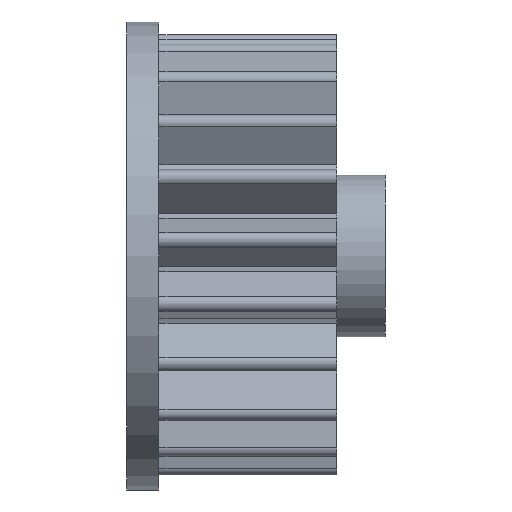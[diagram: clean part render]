
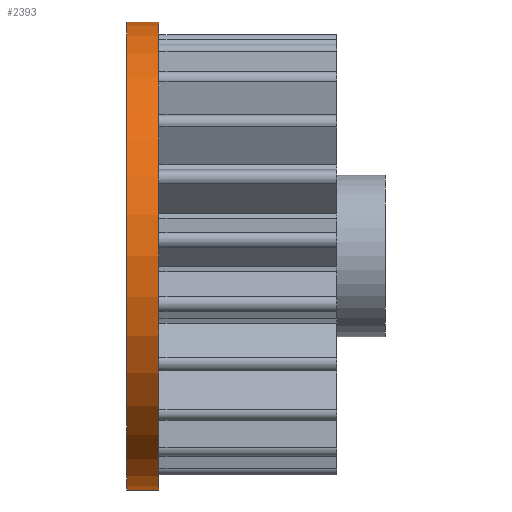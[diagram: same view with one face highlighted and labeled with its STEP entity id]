
A CAD part, front view. The second image highlights one B-rep face of the part: STEP entity #2393.
In plain terms, the highlighted cylindrical face has radius 14.469 mm (diameter 28.938 mm), a full revolution.
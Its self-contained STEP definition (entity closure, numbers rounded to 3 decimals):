
#130=FACE_OUTER_BOUND('',#257,.T.);
#257=EDGE_LOOP('',(#1822,#1823,#1824,#1825));
#473=LINE('',#3840,#726);
#726=VECTOR('',#3056,14.469);
#877=CIRCLE('',#2552,14.469);
#920=CIRCLE('',#2596,14.469);
#1034=VERTEX_POINT('',#3667);
#1119=VERTEX_POINT('',#3838);
#1309=EDGE_CURVE('',#1034,#1034,#877,.T.);
#1394=EDGE_CURVE('',#1119,#1119,#920,.T.);
#1395=EDGE_CURVE('',#1119,#1034,#473,.T.);
#1822=ORIENTED_EDGE('',*,*,#1394,.F.);
#1823=ORIENTED_EDGE('',*,*,#1395,.T.);
#1824=ORIENTED_EDGE('',*,*,#1309,.T.);
#1825=ORIENTED_EDGE('',*,*,#1395,.F.);
#2314=CYLINDRICAL_SURFACE('',#2595,14.469);
#2393=ADVANCED_FACE('',(#130),#2314,.T.);
#2552=AXIS2_PLACEMENT_3D('',#3668,#2924,#2925);
#2595=AXIS2_PLACEMENT_3D('',#3837,#3052,#3053);
#2596=AXIS2_PLACEMENT_3D('',#3839,#3054,#3055);
#2924=DIRECTION('center_axis',(-1.,0.,0.));
#2925=DIRECTION('ref_axis',(0.,-1.,0.));
#3052=DIRECTION('center_axis',(-1.,0.,0.));
#3053=DIRECTION('ref_axis',(0.,-1.,0.));
#3054=DIRECTION('center_axis',(-1.,0.,0.));
#3055=DIRECTION('ref_axis',(0.,-1.,0.));
#3056=DIRECTION('',(1.,0.,0.));
#3667=CARTESIAN_POINT('',(-30.2,59.989,62.196));
#3668=CARTESIAN_POINT('Origin',(-30.2,45.52,62.196));
#3837=CARTESIAN_POINT('Origin',(-30.2,45.52,62.196));
#3838=CARTESIAN_POINT('',(-32.2,59.989,62.196));
#3839=CARTESIAN_POINT('Origin',(-32.2,45.52,62.196));
#3840=CARTESIAN_POINT('',(-30.2,59.989,62.196));
